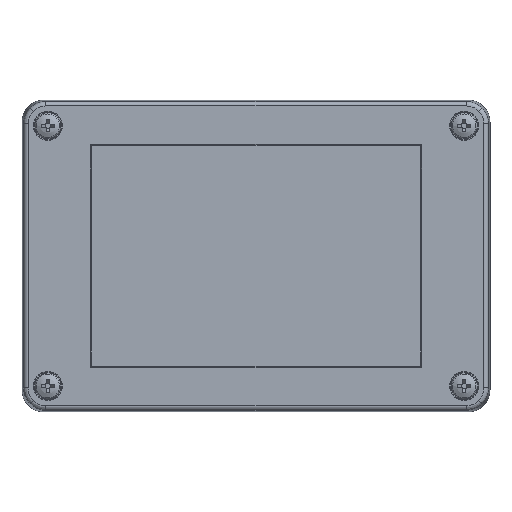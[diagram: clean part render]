
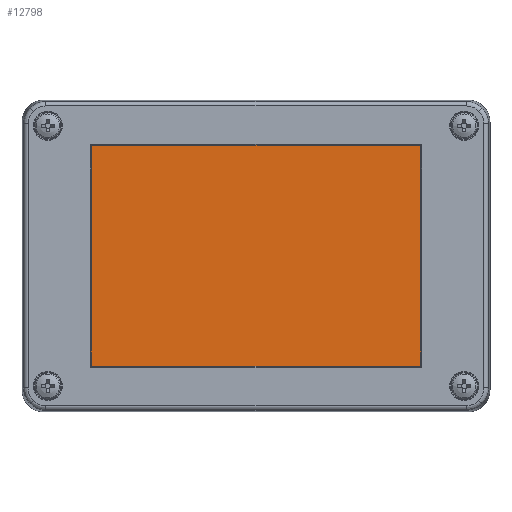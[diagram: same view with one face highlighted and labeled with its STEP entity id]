
A CAD part, top view. The second image highlights one B-rep face of the part: STEP entity #12798.
In plain terms, the highlighted planar face has unit normal (0, 0, 1).
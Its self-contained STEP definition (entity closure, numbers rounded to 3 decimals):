
#596=ELLIPSE('',#13769,0.103,0.1);
#598=ELLIPSE('',#13773,0.103,0.1);
#600=ELLIPSE('',#13776,0.103,0.1);
#601=ELLIPSE('',#13777,0.103,0.1);
#1578=LINE('',#22507,#2453);
#1583=LINE('',#22521,#2458);
#1584=LINE('',#22523,#2459);
#1585=LINE('',#22527,#2460);
#2453=VECTOR('',#15783,1000.);
#2458=VECTOR('',#15796,10.);
#2459=VECTOR('',#15797,1000.);
#2460=VECTOR('',#15800,10.);
#3204=PLANE('',#13775);
#3772=FACE_OUTER_BOUND('',#4604,.T.);
#4604=EDGE_LOOP('',(#10087,#10088,#10089,#10090,#10091,#10092,#10093,#10094));
#6037=VERTEX_POINT('',#22497);
#6038=VERTEX_POINT('',#22498);
#6041=VERTEX_POINT('',#22506);
#6043=VERTEX_POINT('',#22512);
#6044=VERTEX_POINT('',#22513);
#6047=VERTEX_POINT('',#22522);
#6048=VERTEX_POINT('',#22524);
#6049=VERTEX_POINT('',#22526);
#7457=EDGE_CURVE('',#6037,#6038,#596,.T.);
#7461=EDGE_CURVE('',#6041,#6037,#1578,.T.);
#7464=EDGE_CURVE('',#6043,#6044,#598,.T.);
#7468=EDGE_CURVE('',#6038,#6043,#1583,.T.);
#7469=EDGE_CURVE('',#6044,#6047,#1584,.T.);
#7470=EDGE_CURVE('',#6047,#6048,#600,.T.);
#7471=EDGE_CURVE('',#6048,#6049,#1585,.T.);
#7472=EDGE_CURVE('',#6049,#6041,#601,.T.);
#10087=ORIENTED_EDGE('',*,*,#7457,.T.);
#10088=ORIENTED_EDGE('',*,*,#7468,.T.);
#10089=ORIENTED_EDGE('',*,*,#7464,.T.);
#10090=ORIENTED_EDGE('',*,*,#7469,.T.);
#10091=ORIENTED_EDGE('',*,*,#7470,.T.);
#10092=ORIENTED_EDGE('',*,*,#7471,.T.);
#10093=ORIENTED_EDGE('',*,*,#7472,.T.);
#10094=ORIENTED_EDGE('',*,*,#7461,.T.);
#12798=ADVANCED_FACE('',(#3772),#3204,.F.);
#13769=AXIS2_PLACEMENT_3D('',#22499,#15775,#15776);
#13773=AXIS2_PLACEMENT_3D('',#22514,#15788,#15789);
#13775=AXIS2_PLACEMENT_3D('',#22520,#15794,#15795);
#13776=AXIS2_PLACEMENT_3D('',#22525,#15798,#15799);
#13777=AXIS2_PLACEMENT_3D('',#22528,#15801,#15802);
#15775=DIRECTION('center_axis',(0.,0.,
1.));
#15776=DIRECTION('ref_axis',(0.707,-0.707,0.));
#15783=DIRECTION('',(1.,0.,0.));
#15788=DIRECTION('center_axis',(0.,0.,
1.));
#15789=DIRECTION('ref_axis',(0.707,0.707,0.));
#15794=DIRECTION('center_axis',(0.,0.,
-1.));
#15795=DIRECTION('ref_axis',(1.,0.,0.));
#15796=DIRECTION('',(0.,1.,0.));
#15797=DIRECTION('',(-1.,0.,0.));
#15798=DIRECTION('center_axis',(0.,0.,
1.));
#15799=DIRECTION('ref_axis',(-0.707,0.707,0.));
#15800=DIRECTION('',(0.,-1.,0.));
#15801=DIRECTION('center_axis',(0.,0.,
1.));
#15802=DIRECTION('ref_axis',(-0.707,-0.707,0.));
#22497=CARTESIAN_POINT('',(36.892,-24.805,18.659));
#22498=CARTESIAN_POINT('',(36.99,-24.707,18.659));
#22499=CARTESIAN_POINT('Origin',(36.889,-24.704,18.659));
#22506=CARTESIAN_POINT('',(-36.892,-24.805,18.659));
#22507=CARTESIAN_POINT('',(37.499,-24.805,18.659));
#22512=CARTESIAN_POINT('',(36.99,24.707,18.659));
#22513=CARTESIAN_POINT('',(36.892,24.805,18.659));
#22514=CARTESIAN_POINT('Origin',(36.889,24.704,18.659));
#22520=CARTESIAN_POINT('Origin',(0.,0.,
18.659));
#22521=CARTESIAN_POINT('',(36.99,12.5,18.659));
#22522=CARTESIAN_POINT('',(-36.892,24.805,18.659));
#22523=CARTESIAN_POINT('',(37.499,24.805,18.659));
#22524=CARTESIAN_POINT('',(-36.99,24.707,18.659));
#22525=CARTESIAN_POINT('Origin',(-36.889,24.704,18.659));
#22526=CARTESIAN_POINT('',(-36.99,-24.707,18.659));
#22527=CARTESIAN_POINT('',(-36.99,12.5,18.659));
#22528=CARTESIAN_POINT('Origin',(-36.889,-24.704,18.659));
